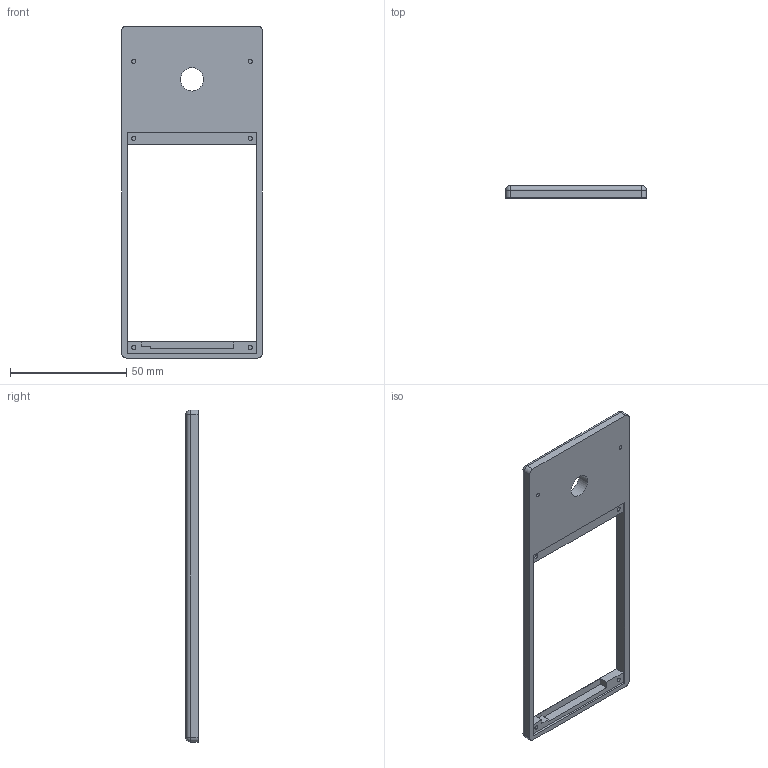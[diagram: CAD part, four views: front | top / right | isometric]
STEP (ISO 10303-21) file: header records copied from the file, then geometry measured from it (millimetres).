
FILE_DESCRIPTION(/* description */ (''),/* implementation_level */ '2;1');
FILE_NAME(/* name */ 'Top.step',/* time_stamp */ '2022-11-23T17:45:01Z',/* author */ (''),/* organization */ (''),/* preprocessor_version */ 'ST-DEVELOPER v19.2',/* originating_system */ 'Autodesk Translation Framework v11.17.0.187',/* authorisation */ '');
FILE_SCHEMA (('AUTOMOTIVE_DESIGN { 1 0 10303 214 3 1 1 }'));
Length unit declared in the file: millimetre
Products named in the file (1): Top
Bounding box: 60.6 x 5.25 x 143 mm (x, y, z)
Volume: 18784.3 mm3; surface area: 11298.4 mm2
Topology: 1 solids, 1 shells, 45 faces, 99 edges, 62 vertices
Faces by surface type: plane 26, cylinder 15, sphere 4
Full cylindrical faces by diameter (mm): 1.75 x6, 10 x1
Entity records: 1268 total; most frequent: DIRECTION 221, CARTESIAN_POINT 207, ORIENTED_EDGE 198, EDGE_CURVE 99, AXIS2_PLACEMENT_3D 76, LINE 69, VECTOR 69, VERTEX_POINT 62
